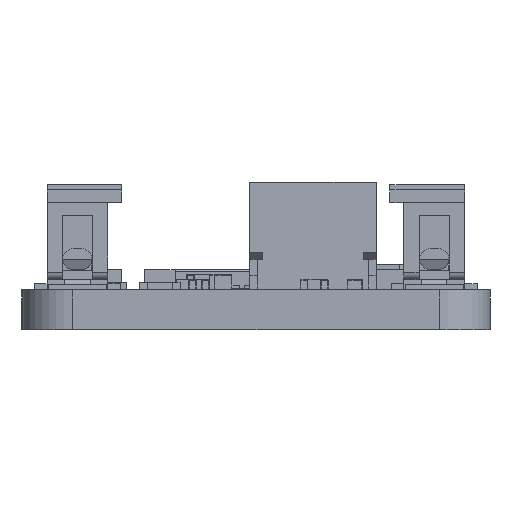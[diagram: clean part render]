
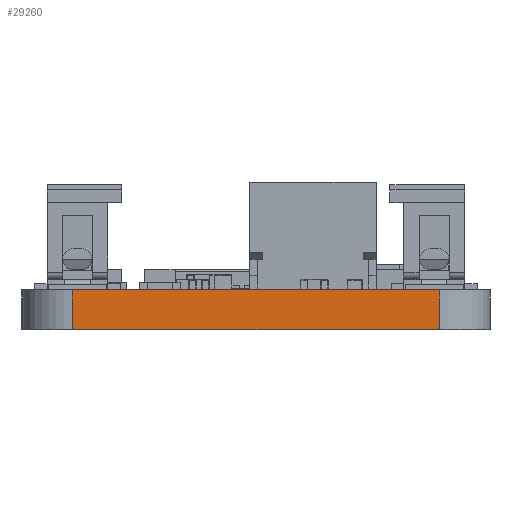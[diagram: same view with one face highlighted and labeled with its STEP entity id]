
A CAD part, left-side view. The second image highlights one B-rep face of the part: STEP entity #29260.
In plain terms, the highlighted planar face has unit normal (-1, 0, 0).
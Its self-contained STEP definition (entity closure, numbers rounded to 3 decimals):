
#1625=PLANE('',#31027);
#2949=FACE_OUTER_BOUND('',#4507,.T.);
#4507=EDGE_LOOP('',(#20888,#20889,#20890,#20891));
#6161=LINE('',#40958,#9838);
#6183=LINE('',#41015,#9860);
#6184=LINE('',#41017,#9861);
#6185=LINE('',#41018,#9862);
#9838=VECTOR('',#33200,10.);
#9860=VECTOR('',#33254,10.);
#9861=VECTOR('',#33257,10.);
#9862=VECTOR('',#33258,10.);
#14001=VERTEX_POINT('',#40955);
#14002=VERTEX_POINT('',#40957);
#14020=VERTEX_POINT('',#41011);
#14021=VERTEX_POINT('',#41013);
#16679=EDGE_CURVE('',#14001,#14002,#6161,.T.);
#16708=EDGE_CURVE('',#14020,#14021,#6183,.T.);
#16709=EDGE_CURVE('',#14001,#14020,#6184,.T.);
#16710=EDGE_CURVE('',#14002,#14021,#6185,.T.);
#20888=ORIENTED_EDGE('',*,*,#16709,.T.);
#20889=ORIENTED_EDGE('',*,*,#16708,.T.);
#20890=ORIENTED_EDGE('',*,*,#16710,.F.);
#20891=ORIENTED_EDGE('',*,*,#16679,.F.);
#29260=ADVANCED_FACE('',(#2949),#1625,.T.);
#31027=AXIS2_PLACEMENT_3D('',#41016,#33255,#33256);
#33200=DIRECTION('',(0.,0.,1.));
#33254=DIRECTION('',(0.,0.,1.));
#33255=DIRECTION('center_axis',(-1.,0.,0.));
#33256=DIRECTION('ref_axis',(0.,-1.,0.));
#33257=DIRECTION('',(0.,-1.,0.));
#33258=DIRECTION('',(0.,-1.,0.));
#40955=CARTESIAN_POINT('',(0.,16.5,0.));
#40957=CARTESIAN_POINT('',(0.,16.5,1.575));
#40958=CARTESIAN_POINT('',(0.,16.5,0.));
#41011=CARTESIAN_POINT('',(0.,2.,0.));
#41013=CARTESIAN_POINT('',(0.,2.,1.575));
#41015=CARTESIAN_POINT('',(0.,2.,0.));
#41016=CARTESIAN_POINT('Origin',(0.,16.5,0.));
#41017=CARTESIAN_POINT('',(0.,16.5,0.));
#41018=CARTESIAN_POINT('',(0.,16.5,1.575));
